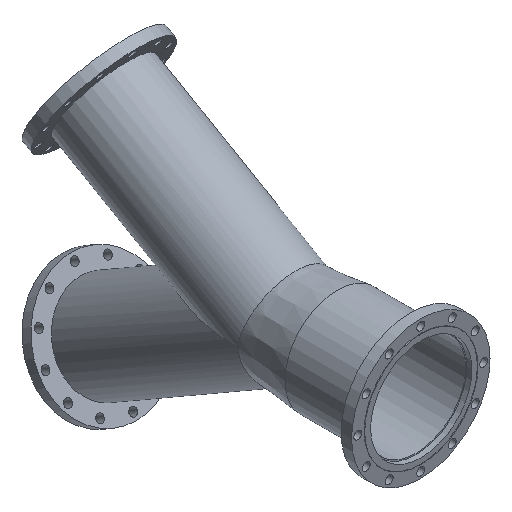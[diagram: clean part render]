
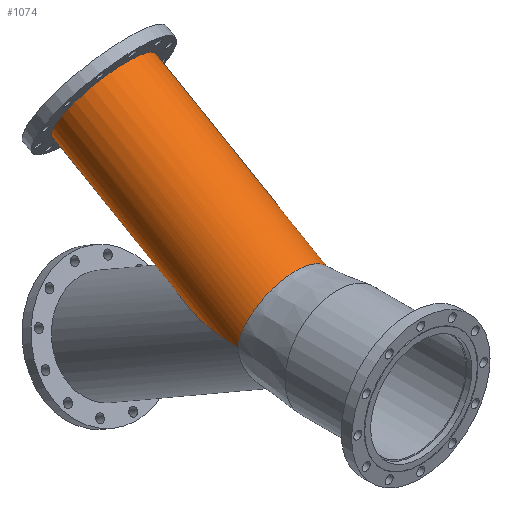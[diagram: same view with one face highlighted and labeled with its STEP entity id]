
A CAD part, isometric view. The second image highlights one B-rep face of the part: STEP entity #1074.
In plain terms, the highlighted cylindrical face has radius 90 mm (diameter 180 mm), a full revolution.
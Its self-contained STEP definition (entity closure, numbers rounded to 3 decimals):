
#20=B_SPLINE_CURVE_WITH_KNOTS('',3,(#2026,#2027,#2028,#2029,#2030,#2031,
#2032,#2033,#2034,#2035,#2036,#2037,#2038,#2039,#2040,#2041,#2042,#2043,
#2044,#2045,#2046,#2047,#2048,#2049,#2050,#2051,#2052,#2053,#2054,#2055,
#2056,#2057,#2058,#2059,#2060,#2061,#2062,#2063,#2064,#2065,#2066,#2067),
 .UNSPECIFIED.,.F.,.F.,(4,2,2,2,2,2,2,2,2,2,2,2,2,2,2,2,2,2,2,2,4),(11.907,
12.473,13.286,14.463,15.64,16.817,
17.995,19.944,21.893,23.842,25.791,
27.74,29.69,31.639,33.588,34.765,
35.942,37.119,38.297,39.11,39.675),
 .UNSPECIFIED.);
#24=ELLIPSE('',#1259,180.,90.);
#74=CYLINDRICAL_SURFACE('',#1260,90.);
#210=FACE_BOUND('',#475,.T.);
#275=FACE_OUTER_BOUND('',#474,.T.);
#474=EDGE_LOOP('',(#992));
#475=EDGE_LOOP('',(#993,#994));
#540=CIRCLE('',#1191,90.);
#638=VERTEX_POINT('',#1755);
#679=VERTEX_POINT('',#1980);
#680=VERTEX_POINT('',#1981);
#742=EDGE_CURVE('',#638,#638,#540,.T.);
#784=EDGE_CURVE('',#679,#680,#24,.T.);
#786=EDGE_CURVE('',#679,#680,#20,.T.);
#992=ORIENTED_EDGE('',*,*,#742,.T.);
#993=ORIENTED_EDGE('',*,*,#784,.T.);
#994=ORIENTED_EDGE('',*,*,#786,.F.);
#1074=ADVANCED_FACE('',(#275,#210),#74,.T.);
#1191=AXIS2_PLACEMENT_3D('',#1756,#1454,#1455);
#1259=AXIS2_PLACEMENT_3D('',#1982,#1590,#1591);
#1260=AXIS2_PLACEMENT_3D('',#2025,#1592,#1593);
#1454=DIRECTION('center_axis',(0.,-0.866,-0.5));
#1455=DIRECTION('ref_axis',(1.,0.,0.));
#1590=DIRECTION('center_axis',(0.,0.,1.));
#1591=DIRECTION('ref_axis',(0.,1.,0.));
#1592=DIRECTION('center_axis',(0.,-0.866,-0.5));
#1593=DIRECTION('ref_axis',(1.,0.,0.));
#1755=CARTESIAN_POINT('',(-90.,516.41,200.));
#1756=CARTESIAN_POINT('Origin',(0.,516.41,200.));
#1980=CARTESIAN_POINT('',(90.,170.,0.));
#1981=CARTESIAN_POINT('',(-90.,170.,0.));
#1982=CARTESIAN_POINT('Origin',(0.,170.,0.));
#2025=CARTESIAN_POINT('Origin',(0.,516.41,200.));
#2026=CARTESIAN_POINT('Ctrl Pts',(90.,170.,0.));
#2027=CARTESIAN_POINT('Ctrl Pts',(90.,170.,1.967));
#2028=CARTESIAN_POINT('Ctrl Pts',(89.949,169.841,4.017));
#2029=CARTESIAN_POINT('Ctrl Pts',(89.671,169.27,8.995));
#2030=CARTESIAN_POINT('Ctrl Pts',(89.37,168.78,11.916));
#2031=CARTESIAN_POINT('Ctrl Pts',(88.435,167.591,18.375));
#2032=CARTESIAN_POINT('Ctrl Pts',(87.621,166.758,22.306));
#2033=CARTESIAN_POINT('Ctrl Pts',(85.423,165.008,30.16));
#2034=CARTESIAN_POINT('Ctrl Pts',(84.038,164.088,34.082));
#2035=CARTESIAN_POINT('Ctrl Pts',(80.738,162.263,41.695));
#2036=CARTESIAN_POINT('Ctrl Pts',(78.822,161.356,45.389));
#2037=CARTESIAN_POINT('Ctrl Pts',(74.584,159.625,52.361));
#2038=CARTESIAN_POINT('Ctrl Pts',(72.264,158.801,55.638));
#2039=CARTESIAN_POINT('Ctrl Pts',(65.845,156.789,63.597));
#2040=CARTESIAN_POINT('Ctrl Pts',(61.175,155.588,68.291));
#2041=CARTESIAN_POINT('Ctrl Pts',(50.742,153.448,76.619));
#2042=CARTESIAN_POINT('Ctrl Pts',(44.98,152.508,80.254));
#2043=CARTESIAN_POINT('Ctrl Pts',(32.768,150.986,86.128));
#2044=CARTESIAN_POINT('Ctrl Pts',(26.305,150.403,88.374));
#2045=CARTESIAN_POINT('Ctrl Pts',(13.17,149.632,91.338));
#2046=CARTESIAN_POINT('Ctrl Pts',(6.497,149.445,92.056));
#2047=CARTESIAN_POINT('Ctrl Pts',(-6.497,149.445,92.056));
#2048=CARTESIAN_POINT('Ctrl Pts',(-13.17,149.632,91.338));
#2049=CARTESIAN_POINT('Ctrl Pts',(-26.305,150.403,88.374));
#2050=CARTESIAN_POINT('Ctrl Pts',(-32.768,150.986,86.128));
#2051=CARTESIAN_POINT('Ctrl Pts',(-44.98,152.508,80.254));
#2052=CARTESIAN_POINT('Ctrl Pts',(-50.742,153.448,76.619));
#2053=CARTESIAN_POINT('Ctrl Pts',(-61.175,155.588,68.291));
#2054=CARTESIAN_POINT('Ctrl Pts',(-65.845,156.789,63.597));
#2055=CARTESIAN_POINT('Ctrl Pts',(-72.264,158.801,55.638));
#2056=CARTESIAN_POINT('Ctrl Pts',(-74.584,159.625,52.361));
#2057=CARTESIAN_POINT('Ctrl Pts',(-78.822,161.356,45.389));
#2058=CARTESIAN_POINT('Ctrl Pts',(-80.738,162.263,41.695));
#2059=CARTESIAN_POINT('Ctrl Pts',(-84.038,164.088,34.082));
#2060=CARTESIAN_POINT('Ctrl Pts',(-85.423,165.008,30.16));
#2061=CARTESIAN_POINT('Ctrl Pts',(-87.621,166.758,22.306));
#2062=CARTESIAN_POINT('Ctrl Pts',(-88.435,167.591,18.375));
#2063=CARTESIAN_POINT('Ctrl Pts',(-89.37,168.78,11.916));
#2064=CARTESIAN_POINT('Ctrl Pts',(-89.671,169.27,8.995));
#2065=CARTESIAN_POINT('Ctrl Pts',(-89.949,169.841,4.017));
#2066=CARTESIAN_POINT('Ctrl Pts',(-90.,170.,1.967));
#2067=CARTESIAN_POINT('Ctrl Pts',(-90.,170.,0.));
